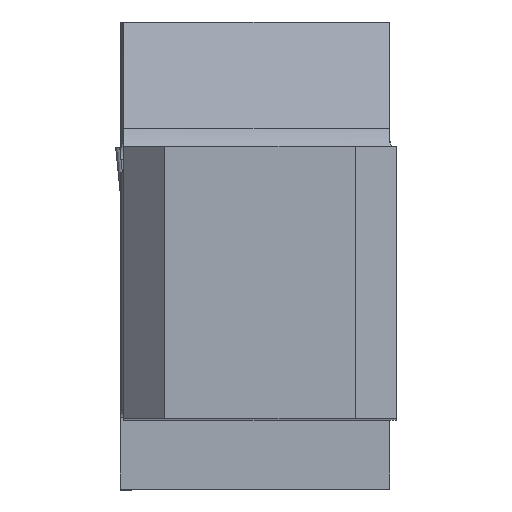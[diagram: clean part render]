
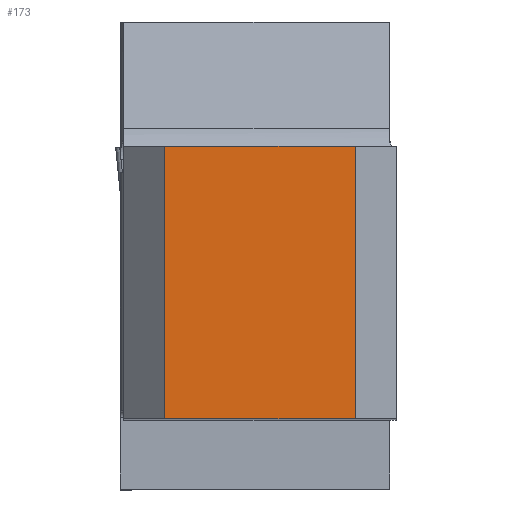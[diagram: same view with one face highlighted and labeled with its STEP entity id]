
A CAD part, top view. The second image highlights one B-rep face of the part: STEP entity #173.
In plain terms, the highlighted planar face has unit normal (0, 0, 1).
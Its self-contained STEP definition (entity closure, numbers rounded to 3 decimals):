
#173=ADVANCED_FACE('CU_BACK_SU1',(#305),#241,.F.);
#241=PLANE('',#1667);
#305=FACE_OUTER_BOUND('',#381,.T.);
#381=EDGE_LOOP('',(#604,#605,#606,#607));
#604=ORIENTED_EDGE('',*,*,#1132,.F.);
#605=ORIENTED_EDGE('',*,*,#1130,.T.);
#606=ORIENTED_EDGE('',*,*,#1133,.T.);
#607=ORIENTED_EDGE('',*,*,#1095,.F.);
#944=VERTEX_POINT('',#2312);
#945=VERTEX_POINT('',#2314);
#962=VERTEX_POINT('',#2414);
#963=VERTEX_POINT('',#2416);
#1095=EDGE_CURVE('',#944,#945,#1291,.T.);
#1130=EDGE_CURVE('',#963,#962,#1313,.T.);
#1132=EDGE_CURVE('',#963,#944,#1315,.T.);
#1133=EDGE_CURVE('',#962,#945,#1316,.T.);
#1291=LINE('',#2313,#1451);
#1313=LINE('',#2415,#1473);
#1315=LINE('',#2419,#1475);
#1316=LINE('',#2420,#1476);
#1451=VECTOR('',#1840,1.);
#1473=VECTOR('',#1906,1.);
#1475=VECTOR('',#1910,1.);
#1476=VECTOR('',#1911,1.);
#1667=AXIS2_PLACEMENT_3D('',#2421,#1912,#1913);
#1840=DIRECTION('',(1.,0.,0.));
#1906=DIRECTION('',(1.,0.,0.));
#1910=DIRECTION('',(0.,1.,0.));
#1911=DIRECTION('',(0.,1.,0.));
#1912=DIRECTION('',(0.,0.,-1.));
#1913=DIRECTION('',(-1.,0.,0.));
#2312=CARTESIAN_POINT('',(-16.925,19.925,0.));
#2313=CARTESIAN_POINT('',(-110.,19.925,0.));
#2314=CARTESIAN_POINT('',(-3.,19.925,0.));
#2414=CARTESIAN_POINT('',(-3.,0.,0.));
#2415=CARTESIAN_POINT('',(-110.,0.,0.));
#2416=CARTESIAN_POINT('',(-16.925,0.,0.));
#2419=CARTESIAN_POINT('',(-16.925,0.,0.));
#2420=CARTESIAN_POINT('',(-3.,0.,0.));
#2421=CARTESIAN_POINT('',(22.996,39.925,0.));
